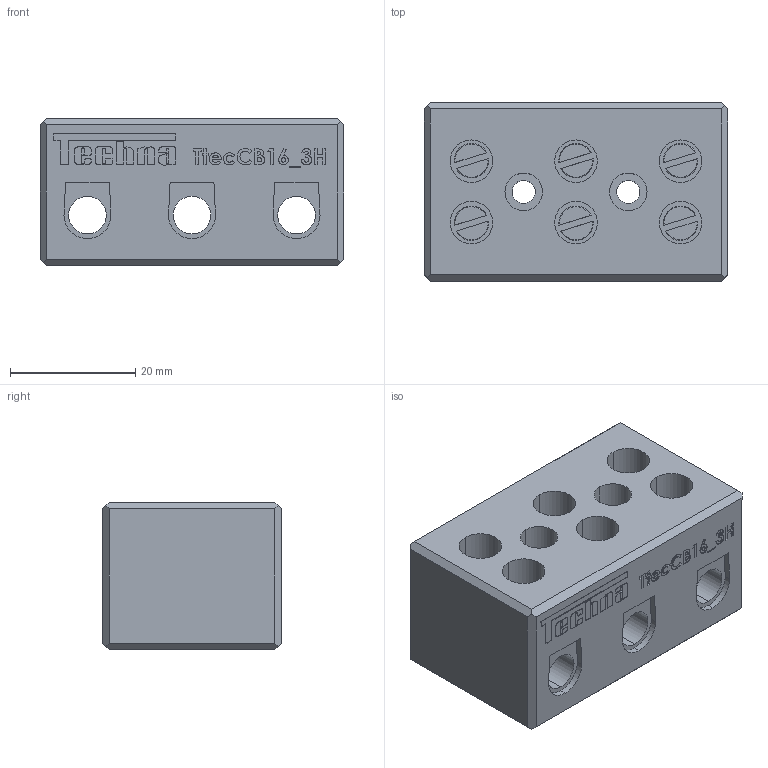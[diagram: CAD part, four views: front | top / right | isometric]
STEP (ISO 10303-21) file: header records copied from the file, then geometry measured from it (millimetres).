
FILE_DESCRIPTION (( 'STEP AP214' ), '1' );
FILE_NAME ('TtecCB16_3H.STEP', '2020-07-23T13:36:20', ( '' ), ( '' ), 'SwSTEP 2.0', 'SolidWorks 2020', '' );
FILE_SCHEMA (( 'AUTOMOTIVE_DESIGN' ));
Length unit declared in the file: millimetre
Products named in the file (1): TtecCB16_3H
Bounding box: 48.5 x 28.5 x 23.5 mm (x, y, z)
Volume: 27838.1 mm3; surface area: 9094.5 mm2
Topology: 1 solids, 1 shells, 667 faces, 1779 edges, 1186 vertices
Faces by surface type: plane 372, cylinder 173, bspline 110, torus 12
Entity records: 33084 total; most frequent: CARTESIAN_POINT 10969, ORIENTED_EDGE 3558, DIRECTION 3009, EDGE_CURVE 1779, VERTEX_POINT 1186, VECTOR 1177, LINE 1177, AXIS2_PLACEMENT_3D 916
